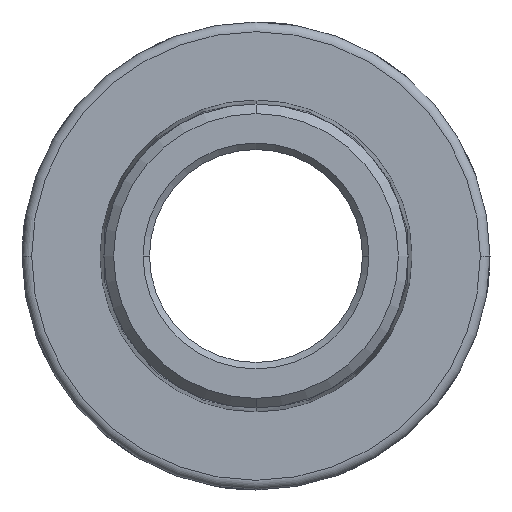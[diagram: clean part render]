
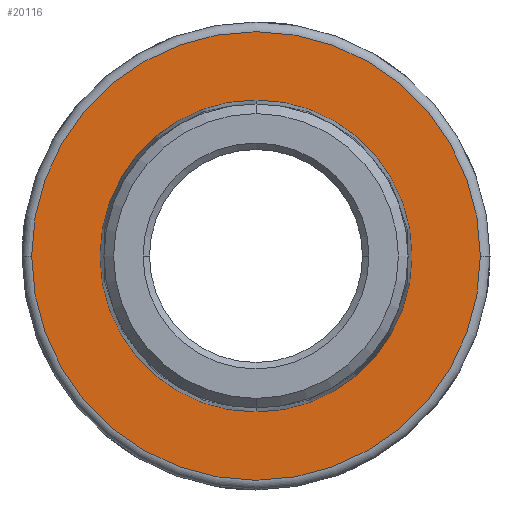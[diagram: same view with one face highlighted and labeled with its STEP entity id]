
A CAD part, front view. The second image highlights one B-rep face of the part: STEP entity #20116.
In plain terms, the highlighted planar face has unit normal (0, -1, 0).
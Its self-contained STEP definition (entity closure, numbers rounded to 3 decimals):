
#57=CARTESIAN_POINT('',(0.,-23.,0.));
#58=DIRECTION('',(0.,1.,0.));
#59=DIRECTION('',(1.,0.,-0.001));
#60=AXIS2_PLACEMENT_3D('',#57,#58,#59);
#62=CARTESIAN_POINT('',(0.,-23.,0.));
#63=DIRECTION('',(0.,1.,0.));
#64=DIRECTION('',(-1.,0.,0.001));
#65=AXIS2_PLACEMENT_3D('',#62,#63,#64);
#67=CARTESIAN_POINT('',(0.,-23.,0.));
#68=DIRECTION('',(0.,-1.,0.));
#69=DIRECTION('',(0.,0.,1.));
#70=AXIS2_PLACEMENT_3D('',#67,#68,#69);
#72=CARTESIAN_POINT('',(0.,-23.,0.));
#73=DIRECTION('',(0.,-1.,0.));
#74=DIRECTION('',(0.,0.,-1.));
#75=AXIS2_PLACEMENT_3D('',#72,#73,#74);
#77=CARTESIAN_POINT('',(34.75,-23.,-0.026));
#78=CARTESIAN_POINT('',(34.75,-23.,-0.017));
#79=CARTESIAN_POINT('',(34.75,-23.,-0.009));
#80=CARTESIAN_POINT('',(34.75,-23.,0.));
#97=CARTESIAN_POINT('',(-34.75,-23.,0.026));
#98=CARTESIAN_POINT('',(-34.75,-23.,0.017));
#99=CARTESIAN_POINT('',(-34.75,-23.,0.009));
#100=CARTESIAN_POINT('',(-34.75,-23.,0.));
#17469=CARTESIAN_POINT('',(34.75,-23.,-0.026));
#17470=CARTESIAN_POINT('',(-34.75,-23.,0.));
#17471=VERTEX_POINT('',#17469);
#17472=VERTEX_POINT('',#17470);
#17473=VERTEX_POINT('',#80);
#17474=CARTESIAN_POINT('',(-34.75,-23.,0.026));
#17475=VERTEX_POINT('',#17474);
#17476=CARTESIAN_POINT('',(0.,-23.,24.164));
#17477=CARTESIAN_POINT('',(0.,-23.,-24.164));
#17478=VERTEX_POINT('',#17476);
#17479=VERTEX_POINT('',#17477);
#20097=CARTESIAN_POINT('',(0.,-23.,0.));
#20098=DIRECTION('',(0.,1.,0.));
#20099=DIRECTION('',(1.,0.,0.));
#20100=AXIS2_PLACEMENT_3D('',#20097,#20098,#20099);
#20101=PLANE('',#20100);
#20103=ORIENTED_EDGE('',*,*,#20102,.F.);
#20105=ORIENTED_EDGE('',*,*,#20104,.T.);
#20107=ORIENTED_EDGE('',*,*,#20106,.F.);
#20109=ORIENTED_EDGE('',*,*,#20108,.T.);
#20110=EDGE_LOOP('',(#20103,#20105,#20107,#20109));
#20111=FACE_OUTER_BOUND('',#20110,.F.);
#20112=ORIENTED_EDGE('',*,*,#20077,.T.);
#20113=ORIENTED_EDGE('',*,*,#20091,.T.);
#20114=EDGE_LOOP('',(#20112,#20113));
#20115=FACE_BOUND('',#20114,.F.);
#20116=ADVANCED_FACE('',(#20111,#20115),#20101,.F.);
#61=CIRCLE('',#60,34.75);
#66=CIRCLE('',#65,34.75);
#71=CIRCLE('',#70,24.164);
#76=CIRCLE('',#75,24.164);
#81=B_SPLINE_CURVE_WITH_KNOTS('',3,(#77,#78,#79,#80),.UNSPECIFIED.,.F.,.F.,(4,
4),(0.,1.),.UNSPECIFIED.);
#101=B_SPLINE_CURVE_WITH_KNOTS('',3,(#97,#98,#99,#100),.UNSPECIFIED.,.F.,.F.,(4,
4),(0.,1.),.UNSPECIFIED.);
#20077=EDGE_CURVE('',#17478,#17479,#71,.T.);
#20091=EDGE_CURVE('',#17479,#17478,#76,.T.);
#20102=EDGE_CURVE('',#17471,#17473,#81,.T.);
#20104=EDGE_CURVE('',#17471,#17472,#61,.T.);
#20106=EDGE_CURVE('',#17475,#17472,#101,.T.);
#20108=EDGE_CURVE('',#17475,#17473,#66,.T.);
